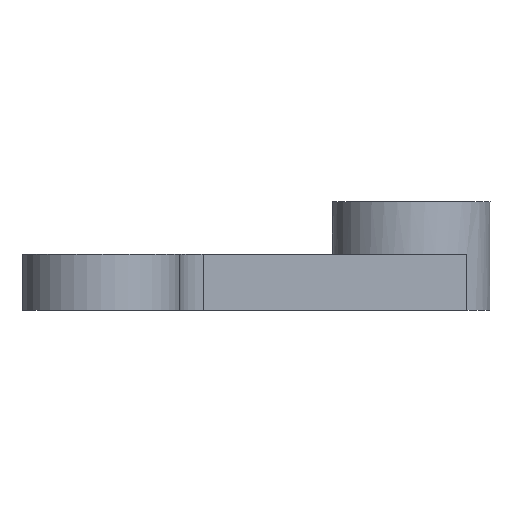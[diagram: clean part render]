
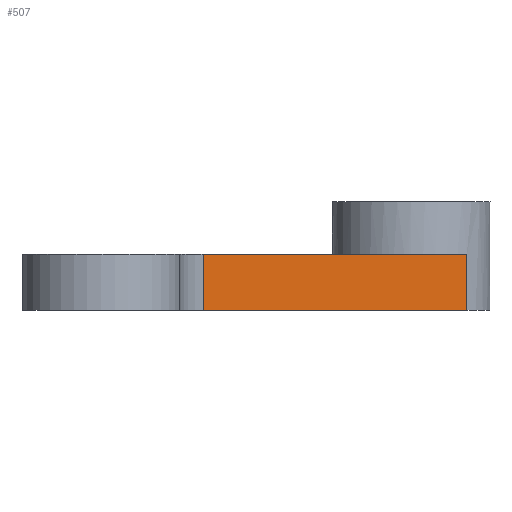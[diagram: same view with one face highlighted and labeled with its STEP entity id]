
A CAD part, left-side view. The second image highlights one B-rep face of the part: STEP entity #507.
In plain terms, the highlighted planar face has unit normal (-0.707, -0.707, 0).
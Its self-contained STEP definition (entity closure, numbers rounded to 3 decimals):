
#29=PLANE('',#564);
#54=FACE_OUTER_BOUND('',#83,.T.);
#83=EDGE_LOOP('',(#420,#421,#422,#423));
#96=LINE('',#741,#148);
#133=LINE('',#843,#185);
#134=LINE('',#845,#186);
#135=LINE('',#846,#187);
#148=VECTOR('',#594,10.);
#185=VECTOR('',#687,10.);
#186=VECTOR('',#688,10.);
#187=VECTOR('',#689,10.);
#222=VERTEX_POINT('',#738);
#223=VERTEX_POINT('',#740);
#260=VERTEX_POINT('',#842);
#261=VERTEX_POINT('',#844);
#272=EDGE_CURVE('',#223,#222,#96,.T.);
#321=EDGE_CURVE('',#260,#222,#133,.T.);
#322=EDGE_CURVE('',#261,#260,#134,.T.);
#323=EDGE_CURVE('',#261,#223,#135,.T.);
#420=ORIENTED_EDGE('',*,*,#321,.F.);
#421=ORIENTED_EDGE('',*,*,#322,.F.);
#422=ORIENTED_EDGE('',*,*,#323,.T.);
#423=ORIENTED_EDGE('',*,*,#272,.T.);
#507=ADVANCED_FACE('',(#54),#29,.T.);
#564=AXIS2_PLACEMENT_3D('',#841,#685,#686);
#594=DIRECTION('',(0.,0.,1.));
#685=DIRECTION('center_axis',(-0.707,-0.707,0.));
#686=DIRECTION('ref_axis',(0.707,-0.707,0.));
#687=DIRECTION('',(0.707,-0.707,0.));
#688=DIRECTION('',(0.,0.,1.));
#689=DIRECTION('',(0.707,-0.707,0.));
#738=CARTESIAN_POINT('',(79.496,-20.86,3.2));
#740=CARTESIAN_POINT('',(79.496,-20.86,0.));
#741=CARTESIAN_POINT('',(79.496,-20.86,0.));
#841=CARTESIAN_POINT('Origin',(63.136,-4.5,0.));
#842=CARTESIAN_POINT('',(64.454,-5.818,3.2));
#843=CARTESIAN_POINT('',(68.889,-10.253,3.2));
#844=CARTESIAN_POINT('',(64.454,-5.818,0.));
#845=CARTESIAN_POINT('',(64.454,-5.818,0.));
#846=CARTESIAN_POINT('',(68.889,-10.253,0.));
